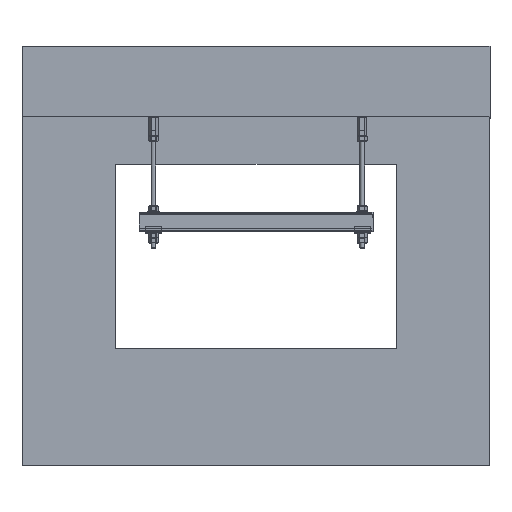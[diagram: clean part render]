
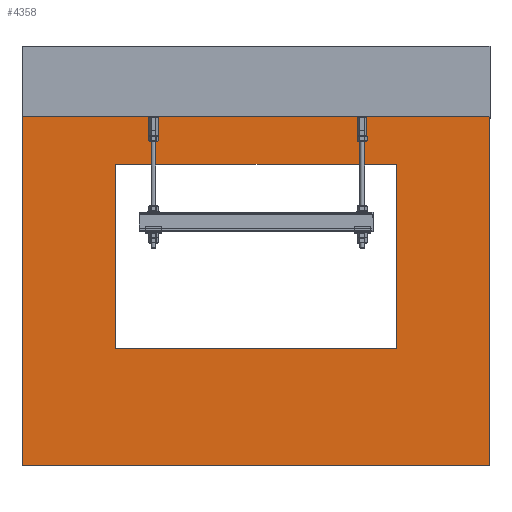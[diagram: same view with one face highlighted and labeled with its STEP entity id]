
A CAD part, top view. The second image highlights one B-rep face of the part: STEP entity #4358.
In plain terms, the highlighted face is planar.
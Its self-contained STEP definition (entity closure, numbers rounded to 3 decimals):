
#93 = ORIENTED_EDGE ( 'NONE', *, *, #2986, .F. ) ;
#219 = DIRECTION ( 'NONE',  ( 0., 0., 1. ) ) ;
#560 = DIRECTION ( 'NONE',  ( 0., 0., -1. ) ) ;
#564 = ORIENTED_EDGE ( 'NONE', *, *, #1023, .T. ) ;
#570 = CARTESIAN_POINT ( 'NONE',  ( 0., 0., 0. ) ) ;
#601 = VECTOR ( 'NONE', #5059, 1000. ) ;
#722 = EDGE_CURVE ( 'NONE', #1837, #9459, #1904, .T. ) ;
#778 = VECTOR ( 'NONE', #4482, 1000. ) ;
#997 = CARTESIAN_POINT ( 'NONE',  ( -250., 0., -300. ) ) ;
#1023 = EDGE_CURVE ( 'NONE', #1902, #5888, #4127, .T. ) ;
#1124 = CARTESIAN_POINT ( 'NONE',  ( -644.3, 0., 300. ) ) ;
#1128 = VECTOR ( 'NONE', #560, 1000. ) ;
#1837 = VERTEX_POINT ( 'NONE', #5500 ) ;
#1902 = VERTEX_POINT ( 'NONE', #7338 ) ;
#1904 = LINE ( 'NONE', #1124, #7963 ) ;
#2552 = DIRECTION ( 'NONE',  ( 0., 0., -1. ) ) ;
#2635 = LINE ( 'NONE', #7740, #6418 ) ;
#2714 = CARTESIAN_POINT ( 'NONE',  ( -250., 0., -300. ) ) ;
#2986 = EDGE_CURVE ( 'NONE', #4044, #5459, #4768, .T. ) ;
#3018 = CARTESIAN_POINT ( 'NONE',  ( -250., 0., 300. ) ) ;
#3273 = DIRECTION ( 'NONE',  ( 0., 0., 1. ) ) ;
#3342 = LINE ( 'NONE', #10099, #6443 ) ;
#3673 = EDGE_LOOP ( 'NONE', ( #93, #8252, #5776, #4190 ) ) ;
#3891 = ORIENTED_EDGE ( 'NONE', *, *, #7603, .T. ) ;
#4044 = VERTEX_POINT ( 'NONE', #3018 ) ;
#4127 = LINE ( 'NONE', #7493, #8339 ) ;
#4166 = ORIENTED_EDGE ( 'NONE', *, *, #7782, .T. ) ;
#4190 = ORIENTED_EDGE ( 'NONE', *, *, #5034, .F. ) ;
#4223 = LINE ( 'NONE', #9246, #601 ) ;
#4273 = DIRECTION ( 'NONE',  ( 1., 0., 0. ) ) ;
#4358 = ADVANCED_FACE ( 'NONE', ( #4895, #8151 ), #10041, .T. ) ;
#4431 = CARTESIAN_POINT ( 'NONE',  ( 0., 0., -500. ) ) ;
#4453 = DIRECTION ( 'NONE',  ( 0., 0., 1. ) ) ;
#4482 = DIRECTION ( 'NONE',  ( -1., 0., 0. ) ) ;
#4768 = LINE ( 'NONE', #8247, #1128 ) ;
#4771 = VERTEX_POINT ( 'NONE', #9367 ) ;
#4895 = FACE_BOUND ( 'NONE', #3673, .T. ) ;
#4968 = ORIENTED_EDGE ( 'NONE', *, *, #8178, .T. ) ;
#5034 = EDGE_CURVE ( 'NONE', #5459, #1837, #6763, .T. ) ;
#5059 = DIRECTION ( 'NONE',  ( 1., 0., 0. ) ) ;
#5252 = DIRECTION ( 'NONE',  ( -1., 0., 0. ) ) ;
#5459 = VERTEX_POINT ( 'NONE', #2714 ) ;
#5500 = CARTESIAN_POINT ( 'NONE',  ( -644.3, 0., -300. ) ) ;
#5776 = ORIENTED_EDGE ( 'NONE', *, *, #722, .F. ) ;
#5888 = VERTEX_POINT ( 'NONE', #9943 ) ;
#6154 = CARTESIAN_POINT ( 'NONE',  ( -644.3, 0., 300. ) ) ;
#6418 = VECTOR ( 'NONE', #219, 1000. ) ;
#6443 = VECTOR ( 'NONE', #2552, 1000. ) ;
#6726 = VERTEX_POINT ( 'NONE', #9052 ) ;
#6763 = LINE ( 'NONE', #997, #10343 ) ;
#6921 = LINE ( 'NONE', #4431, #778 ) ;
#7338 = CARTESIAN_POINT ( 'NONE',  ( -894.3, 0., 500. ) ) ;
#7493 = CARTESIAN_POINT ( 'NONE',  ( 0., 0., 500. ) ) ;
#7603 = EDGE_CURVE ( 'NONE', #4771, #1902, #2635, .T. ) ;
#7740 = CARTESIAN_POINT ( 'NONE',  ( -894.3, 0., 500. ) ) ;
#7782 = EDGE_CURVE ( 'NONE', #5888, #6726, #3342, .T. ) ;
#7793 = EDGE_CURVE ( 'NONE', #9459, #4044, #4223, .T. ) ;
#7963 = VECTOR ( 'NONE', #4453, 1000. ) ;
#8151 = FACE_OUTER_BOUND ( 'NONE', #9995, .T. ) ;
#8178 = EDGE_CURVE ( 'NONE', #6726, #4771, #6921, .T. ) ;
#8210 = AXIS2_PLACEMENT_3D ( 'NONE', #570, #9129, #3273 ) ;
#8247 = CARTESIAN_POINT ( 'NONE',  ( -250., 0., 300. ) ) ;
#8252 = ORIENTED_EDGE ( 'NONE', *, *, #7793, .F. ) ;
#8339 = VECTOR ( 'NONE', #4273, 1000. ) ;
#9052 = CARTESIAN_POINT ( 'NONE',  ( 0., 0., -500. ) ) ;
#9129 = DIRECTION ( 'NONE',  ( 0., 1., 0. ) ) ;
#9246 = CARTESIAN_POINT ( 'NONE',  ( -250., 0., 300. ) ) ;
#9367 = CARTESIAN_POINT ( 'NONE',  ( -894.3, 0., -500. ) ) ;
#9459 = VERTEX_POINT ( 'NONE', #6154 ) ;
#9943 = CARTESIAN_POINT ( 'NONE',  ( 0., 0., 500. ) ) ;
#9995 = EDGE_LOOP ( 'NONE', ( #4166, #4968, #3891, #564 ) ) ;
#10041 = PLANE ( 'NONE',  #8210 ) ;
#10099 = CARTESIAN_POINT ( 'NONE',  ( 0., 0., 500. ) ) ;
#10343 = VECTOR ( 'NONE', #5252, 1000. ) ;
